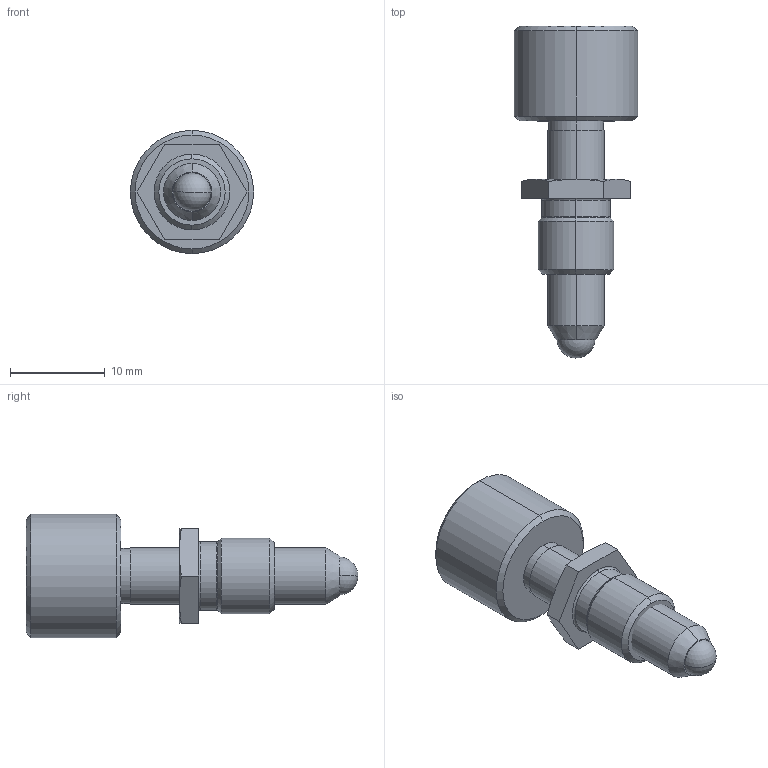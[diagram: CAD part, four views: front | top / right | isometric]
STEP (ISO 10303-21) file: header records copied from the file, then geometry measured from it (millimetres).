
FILE_DESCRIPTION (( 'STEP AP214' ), '1' );
FILE_NAME ('07ASL-M8E-14.STEP', '2018-09-11T08:55:40', ( '' ), ( '' ), 'SwSTEP 2.0', 'SolidWorks 2016', '' );
FILE_SCHEMA (( 'AUTOMOTIVE_DESIGN' ));
Length unit declared in the file: millimetre
Products named in the file (1): 07ASL-M8E-14
Bounding box: 13 x 35 x 13 mm (x, y, z)
Surface area: 1496.6 mm2 (no closed solid volume)
Topology: 0 solids, 4 shells, 44 faces, 99 edges, 61 vertices
Faces by surface type: cone 16, plane 12, cylinder 10, torus 4, sphere 2
Entity records: 1710 total; most frequent: CARTESIAN_POINT 237, DIRECTION 222, ORIENTED_EDGE 178, AXIS2_PLACEMENT_3D 95, EDGE_CURVE 94, VERTEX_POINT 58, CIRCLE 50, EDGE_LOOP 49
